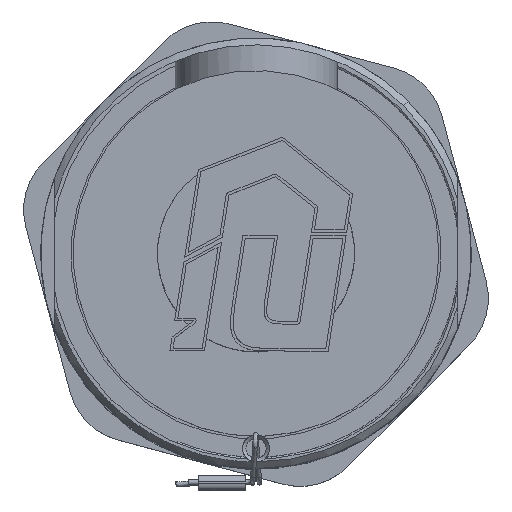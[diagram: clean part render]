
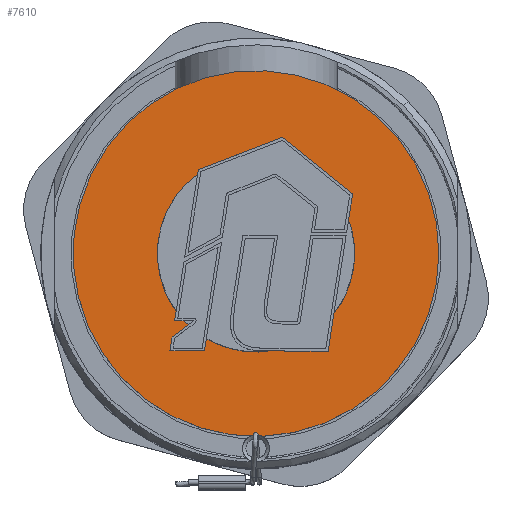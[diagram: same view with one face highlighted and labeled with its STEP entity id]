
A CAD part, top view. The second image highlights one B-rep face of the part: STEP entity #7610.
In plain terms, the highlighted planar face has unit normal (0, 0, -1).
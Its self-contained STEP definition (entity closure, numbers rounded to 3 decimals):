
#7551=CARTESIAN_POINT('',(10.359,10.359,22.85));
#7552=VERTEX_POINT('',#7551);
#7559=CARTESIAN_POINT('',(14.65,-0.,22.85));
#7560=VERTEX_POINT('',#7559);
#7561=CARTESIAN_POINT('',(-0.,-0.,22.85));
#7562=DIRECTION('',(-0.,-0.,1.));
#7563=DIRECTION('',(1.,0.,0.));
#7564=AXIS2_PLACEMENT_3D('',#7561,#7562,#7563);
#7565=CIRCLE('',#7564,14.65);
#7566=EDGE_CURVE('',#7560,#7552,#7565,.T.);
#7568=CARTESIAN_POINT('',(-0.,-0.,22.85));
#7569=DIRECTION('',(-0.,-0.,1.));
#7570=DIRECTION('',(1.,0.,0.));
#7571=AXIS2_PLACEMENT_3D('',#7568,#7569,#7570);
#7572=CIRCLE('',#7571,14.65);
#7573=EDGE_CURVE('',#7552,#7560,#7572,.T.);
#7581=CARTESIAN_POINT('',(-28.,-0.,22.85));
#7582=DIRECTION('',(-0.,-0.,1.));
#7583=DIRECTION('',(-0.707,-0.707,-0.));
#7584=AXIS2_PLACEMENT_3D('',#7581,#7582,#7583);
#7585=PLANE('',#7584);
#7586=CARTESIAN_POINT('',(27.19,-0.,22.85));
#7587=VERTEX_POINT('',#7586);
#7588=CARTESIAN_POINT('',(-19.226,19.226,22.85));
#7589=VERTEX_POINT('',#7588);
#7590=CARTESIAN_POINT('',(-0.,-0.,22.85));
#7591=DIRECTION('',(0.,0.,-1.));
#7592=DIRECTION('',(1.,0.,0.));
#7593=AXIS2_PLACEMENT_3D('',#7590,#7591,#7592);
#7594=CIRCLE('',#7593,27.19);
#7595=EDGE_CURVE('',#7587,#7589,#7594,.T.);
#7596=ORIENTED_EDGE('',*,*,#7595,.T.);
#7597=CARTESIAN_POINT('',(-0.,-0.,22.85));
#7598=DIRECTION('',(0.,0.,-1.));
#7599=DIRECTION('',(1.,0.,0.));
#7600=AXIS2_PLACEMENT_3D('',#7597,#7598,#7599);
#7601=CIRCLE('',#7600,27.19);
#7602=EDGE_CURVE('',#7589,#7587,#7601,.T.);
#7603=ORIENTED_EDGE('',*,*,#7602,.T.);
#7604=EDGE_LOOP('',(#7596,#7603));
#7605=FACE_BOUND('',#7604,.T.);
#7606=ORIENTED_EDGE('',*,*,#7566,.T.);
#7607=ORIENTED_EDGE('',*,*,#7573,.T.);
#7608=EDGE_LOOP('',(#7606,#7607));
#7609=FACE_BOUND('',#7608,.T.);
#7610=ADVANCED_FACE('',(#7605,#7609),#7585,.F.);
